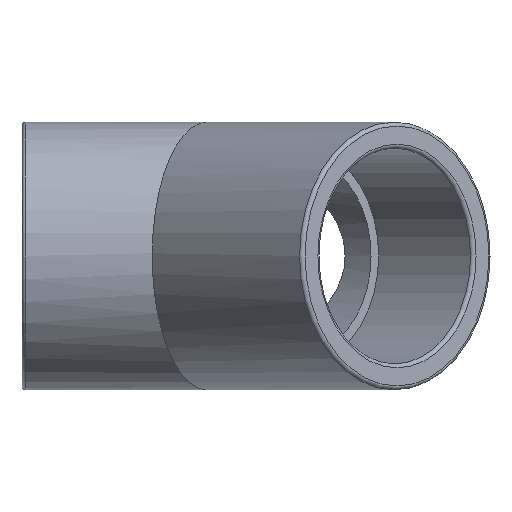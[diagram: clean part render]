
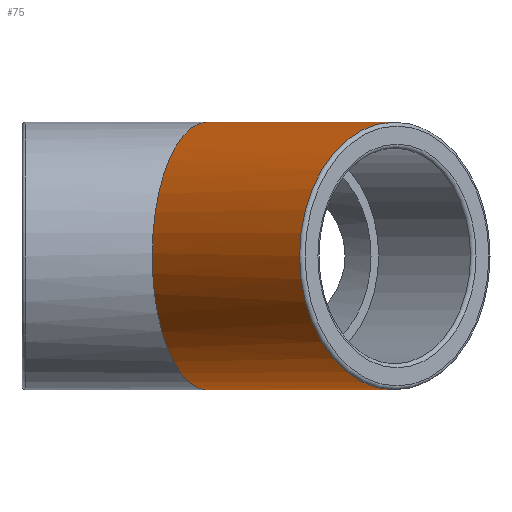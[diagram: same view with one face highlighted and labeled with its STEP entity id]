
A CAD part, left-side view. The second image highlights one B-rep face of the part: STEP entity #75.
In plain terms, the highlighted cylindrical face has radius 31 mm (diameter 62 mm), a full revolution.
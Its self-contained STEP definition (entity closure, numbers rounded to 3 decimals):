
#75 = ADVANCED_FACE( '', ( #164, #165 ), #166, .T. );
#164 = FACE_OUTER_BOUND( '', #255, .T. );
#165 = FACE_OUTER_BOUND( '', #256, .T. );
#166 = CYLINDRICAL_SURFACE( '', #257, 31. );
#255 = EDGE_LOOP( '', ( #373 ) );
#256 = EDGE_LOOP( '', ( #374, #375 ) );
#257 = AXIS2_PLACEMENT_3D( '', #376, #377, #378 );
#373 = ORIENTED_EDGE( '', *, *, #433, .F. );
#374 = ORIENTED_EDGE( '', *, *, #436, .T. );
#375 = ORIENTED_EDGE( '', *, *, #429, .T. );
#376 = CARTESIAN_POINT( '', ( -43.841, -43.841, 0. ) );
#377 = DIRECTION( '', ( 0.707, 0.707, 0. ) );
#378 = DIRECTION( '', ( 0.707, -0.707, 0. ) );
#429 = EDGE_CURVE( '', #485, #486, #487, .T. );
#433 = EDGE_CURVE( '', #492, #492, #493, .T. );
#436 = EDGE_CURVE( '', #486, #485, #497, .F. );
#485 = VERTEX_POINT( '', #552 );
#486 = VERTEX_POINT( '', #553 );
#487 = ELLIPSE( '', #554, 33.554, 31. );
#492 = VERTEX_POINT( '', #559 );
#493 = CIRCLE( '', #560, 31. );
#497 = ELLIPSE( '', #564, 43.841, 31. );
#552 = CARTESIAN_POINT( '', ( 0., 0., 31. ) );
#553 = CARTESIAN_POINT( '', ( 0., 0., -31. ) );
#554 = AXIS2_PLACEMENT_3D( '', #623, #624, #625 );
#559 = CARTESIAN_POINT( '', ( -21.284, -65.125, 0. ) );
#560 = AXIS2_PLACEMENT_3D( '', #632, #633, #634 );
#564 = AXIS2_PLACEMENT_3D( '', #638, #639, #640 );
#623 = CARTESIAN_POINT( '', ( 0., 0., 0. ) );
#624 = DIRECTION( '', ( -0.383, -0.924, 0. ) );
#625 = DIRECTION( '', ( 0.924, -0.383, 0. ) );
#632 = CARTESIAN_POINT( '', ( -43.204, -43.204, 0. ) );
#633 = DIRECTION( '', ( -0.707, -0.707, 0. ) );
#634 = DIRECTION( '', ( 0.707, -0.707, 0. ) );
#638 = CARTESIAN_POINT( '', ( 0., 0., 0. ) );
#639 = DIRECTION( '', ( 1., 0., 0. ) );
#640 = DIRECTION( '', ( 0., -1., 0. ) );
